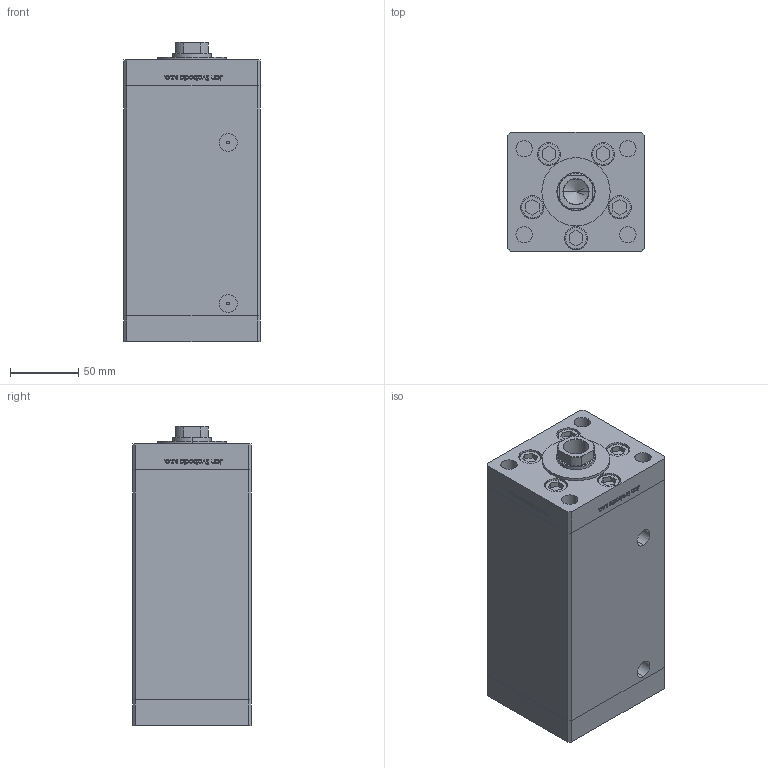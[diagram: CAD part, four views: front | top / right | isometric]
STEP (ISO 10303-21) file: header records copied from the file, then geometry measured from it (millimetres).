
FILE_DESCRIPTION (( 'STEP AP203' ), '1' );
FILE_NAME ('2a78.STEP', '2022-04-15T02:59:30', ( '' ), ( '' ), 'SwSTEP 2.0', 'SolidWorks 2019', '' );
FILE_SCHEMA (( 'CONFIG_CONTROL_DESIGN' ));
Length unit declared in the file: millimetre
Products named in the file (6): 2a78; V220C_VC_B c601b35aedbf66dbcd98b8cbf83b8738; V220C BACK_B c601b35aedbf66dbcd98b8cbf83b8738; V220C_B MIDDLE c601b35aedbf66dbcd98b8cbf83b8738; V220C_FRONT_B c601b35aedbf66dbcd98b8cbf83b8738; ALLEN BOLT c601b35aedbf66dbcd98b8cbf83b8738
Assembly tree (14 placements, depth 2):
  2a78
    V220C_B MIDDLE c601b35aedbf66dbcd98b8cbf83b8738
    V220C BACK_B c601b35aedbf66dbcd98b8cbf83b8738
    V220C_FRONT_B c601b35aedbf66dbcd98b8cbf83b8738
    V220C_VC_B c601b35aedbf66dbcd98b8cbf83b8738
    ALLEN BOLT c601b35aedbf66dbcd98b8cbf83b8738  x10
Bounding box: 100 x 87 x 219.5 mm (x, y, z)
Volume: 1575105.3 mm3; surface area: 218114.4 mm2
Topology: 14 solids, 14 shells, 1185 faces, 2960 edges, 1941 vertices
Faces by surface type: bspline 484, plane 464, cylinder 147, cone 46, torus 44
Entity records: 52198 total; most frequent: CARTESIAN_POINT 30246, ORIENTED_EDGE 5088, DIRECTION 2850, EDGE_CURVE 2544, VERTEX_POINT 1689, VECTOR 1320, LINE 1320, EDGE_LOOP 1151
